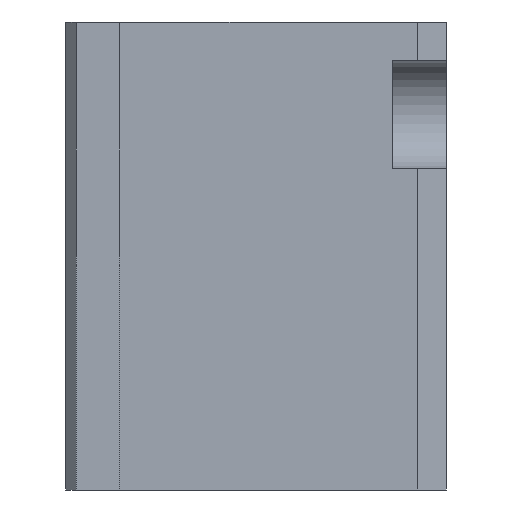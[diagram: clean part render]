
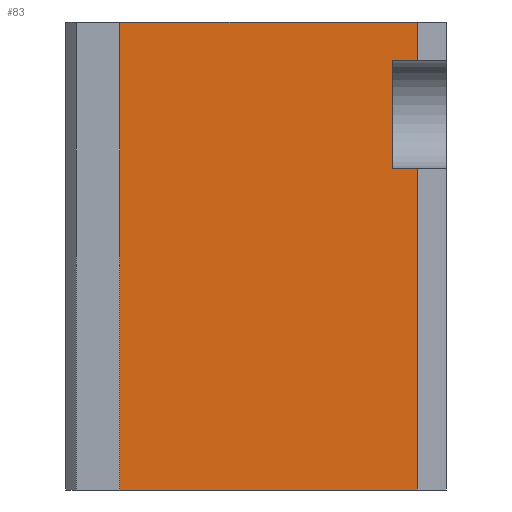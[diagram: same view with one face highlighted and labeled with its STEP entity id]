
A CAD part, left-side view. The second image highlights one B-rep face of the part: STEP entity #83.
In plain terms, the highlighted planar face has unit normal (-1, 0, 0).
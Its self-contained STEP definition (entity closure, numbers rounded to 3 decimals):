
#83 = ADVANCED_FACE( '', ( #205 ), #206, .F. );
#205 = FACE_OUTER_BOUND( '', #383, .T. );
#206 = PLANE( '', #384 );
#383 = EDGE_LOOP( '', ( #593, #594, #595, #596, #597, #598, #599, #600 ) );
#384 = AXIS2_PLACEMENT_3D( '', #601, #602, #603 );
#593 = ORIENTED_EDGE( '', *, *, #1018, .F. );
#594 = ORIENTED_EDGE( '', *, *, #1019, .F. );
#595 = ORIENTED_EDGE( '', *, *, #1004, .F. );
#596 = ORIENTED_EDGE( '', *, *, #1020, .T. );
#597 = ORIENTED_EDGE( '', *, *, #1021, .T. );
#598 = ORIENTED_EDGE( '', *, *, #1022, .F. );
#599 = ORIENTED_EDGE( '', *, *, #1023, .F. );
#600 = ORIENTED_EDGE( '', *, *, #1016, .T. );
#601 = CARTESIAN_POINT( '', ( -25.5, 30., 43. ) );
#602 = DIRECTION( '', ( 1., 0., 0. ) );
#603 = DIRECTION( '', ( 0., 0., -1. ) );
#1004 = EDGE_CURVE( '', #1196, #1198, #1199, .T. );
#1016 = EDGE_CURVE( '', #1214, #1218, #1220, .T. );
#1018 = EDGE_CURVE( '', #1222, #1218, #1223, .T. );
#1019 = EDGE_CURVE( '', #1198, #1222, #1224, .T. );
#1020 = EDGE_CURVE( '', #1196, #1225, #1226, .T. );
#1021 = EDGE_CURVE( '', #1225, #1227, #1228, .T. );
#1022 = EDGE_CURVE( '', #1229, #1227, #1230, .T. );
#1023 = EDGE_CURVE( '', #1214, #1229, #1231, .T. );
#1196 = VERTEX_POINT( '', #1471 );
#1198 = VERTEX_POINT( '', #1474 );
#1199 = LINE( '', #1475, #1476 );
#1214 = VERTEX_POINT( '', #1497 );
#1218 = VERTEX_POINT( '', #1502 );
#1220 = LINE( '', #1505, #1506 );
#1222 = VERTEX_POINT( '', #1508 );
#1223 = LINE( '', #1509, #1510 );
#1224 = LINE( '', #1511, #1512 );
#1225 = VERTEX_POINT( '', #1513 );
#1226 = LINE( '', #1514, #1515 );
#1227 = VERTEX_POINT( '', #1516 );
#1228 = LINE( '', #1517, #1518 );
#1229 = VERTEX_POINT( '', #1519 );
#1230 = LINE( '', #1520, #1521 );
#1231 = LINE( '', #1522, #1523 );
#1471 = CARTESIAN_POINT( '', ( -25.5, 30., 43. ) );
#1474 = CARTESIAN_POINT( '', ( -25.5, 2.7, 43. ) );
#1475 = CARTESIAN_POINT( '', ( -25.5, 30., 43. ) );
#1476 = VECTOR( '', #1918, 1000. );
#1497 = CARTESIAN_POINT( '', ( -25.5, 5., 29.5 ) );
#1502 = CARTESIAN_POINT( '', ( -25.5, 5., 39.5 ) );
#1505 = CARTESIAN_POINT( '', ( -25.5, 5., 43. ) );
#1506 = VECTOR( '', #1933, 1000. );
#1508 = CARTESIAN_POINT( '', ( -25.5, 2.7, 39.5 ) );
#1509 = CARTESIAN_POINT( '', ( -25.5, 30., 39.5 ) );
#1510 = VECTOR( '', #1934, 1000. );
#1511 = CARTESIAN_POINT( '', ( -25.5, 2.7, 43. ) );
#1512 = VECTOR( '', #1935, 1000. );
#1513 = CARTESIAN_POINT( '', ( -25.5, 30., 0. ) );
#1514 = CARTESIAN_POINT( '', ( -25.5, 30., 43. ) );
#1515 = VECTOR( '', #1936, 1000. );
#1516 = CARTESIAN_POINT( '', ( -25.5, 2.7, 0. ) );
#1517 = CARTESIAN_POINT( '', ( -25.5, 30., 0. ) );
#1518 = VECTOR( '', #1937, 1000. );
#1519 = CARTESIAN_POINT( '', ( -25.5, 2.7, 29.5 ) );
#1520 = CARTESIAN_POINT( '', ( -25.5, 2.7, 43. ) );
#1521 = VECTOR( '', #1938, 1000. );
#1522 = CARTESIAN_POINT( '', ( -25.5, 30., 29.5 ) );
#1523 = VECTOR( '', #1939, 1000. );
#1918 = DIRECTION( '', ( 0., -1., 0. ) );
#1933 = DIRECTION( '', ( 0., 0., 1. ) );
#1934 = DIRECTION( '', ( 0., 1., 0. ) );
#1935 = DIRECTION( '', ( 0., 0., -1. ) );
#1936 = DIRECTION( '', ( 0., 0., -1. ) );
#1937 = DIRECTION( '', ( 0., -1., 0. ) );
#1938 = DIRECTION( '', ( 0., 0., -1. ) );
#1939 = DIRECTION( '', ( 0., -1., 0. ) );
